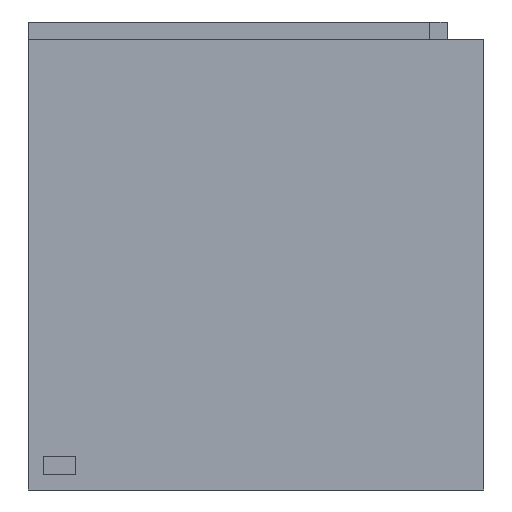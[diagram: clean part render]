
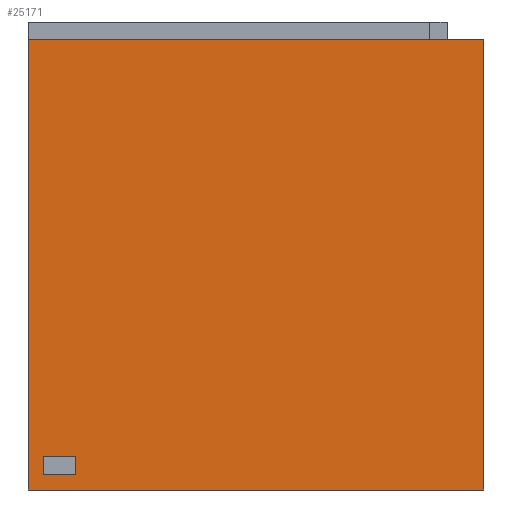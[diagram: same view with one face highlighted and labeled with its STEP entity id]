
A CAD part, left-side view. The second image highlights one B-rep face of the part: STEP entity #25171.
In plain terms, the highlighted planar face has unit normal (-1, 0, 0).
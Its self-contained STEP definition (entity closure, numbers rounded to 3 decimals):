
#3080=FACE_OUTER_BOUND('',#4548,.T.);
#4548=EDGE_LOOP('',(#22212,#22213,#22214,#22215));
#6998=LINE('',#47545,#9587);
#7001=LINE('',#47551,#9590);
#7004=LINE('',#47557,#9593);
#7007=LINE('',#47561,#9596);
#9587=VECTOR('',#33660,1.);
#9590=VECTOR('',#33665,1.);
#9593=VECTOR('',#33670,1.);
#9596=VECTOR('',#33675,1.);
#12010=VERTEX_POINT('',#47542);
#12011=VERTEX_POINT('',#47544);
#12013=VERTEX_POINT('',#47550);
#12015=VERTEX_POINT('',#47556);
#15463=EDGE_CURVE('',#12011,#12010,#6998,.T.);
#15466=EDGE_CURVE('',#12013,#12011,#7001,.T.);
#15469=EDGE_CURVE('',#12015,#12013,#7004,.T.);
#15472=EDGE_CURVE('',#12010,#12015,#7007,.T.);
#22212=ORIENTED_EDGE('',*,*,#15472,.T.);
#22213=ORIENTED_EDGE('',*,*,#15469,.T.);
#22214=ORIENTED_EDGE('',*,*,#15466,.T.);
#22215=ORIENTED_EDGE('',*,*,#15463,.T.);
#23903=PLANE('',#27304);
#25171=ADVANCED_FACE('',(#3080),#23903,.T.);
#27304=AXIS2_PLACEMENT_3D('',#47562,#33676,#33677);
#33660=DIRECTION('',(0.,0.,-1.));
#33665=DIRECTION('',(0.,1.,0.));
#33670=DIRECTION('',(0.,0.,1.));
#33675=DIRECTION('',(0.,-1.,0.));
#33676=DIRECTION('center_axis',(-1.,0.,0.));
#33677=DIRECTION('ref_axis',(0.,0.,1.));
#47542=CARTESIAN_POINT('',(0.,0.,0.));
#47544=CARTESIAN_POINT('',(0.,0.,420.));
#47545=CARTESIAN_POINT('',(0.,0.,420.));
#47550=CARTESIAN_POINT('',(0.,-424.,420.));
#47551=CARTESIAN_POINT('',(0.,-424.,420.));
#47556=CARTESIAN_POINT('',(0.,-424.,0.));
#47557=CARTESIAN_POINT('',(0.,-424.,0.));
#47561=CARTESIAN_POINT('',(0.,0.,0.));
#47562=CARTESIAN_POINT('Origin',(0.,-212.,
210.));
